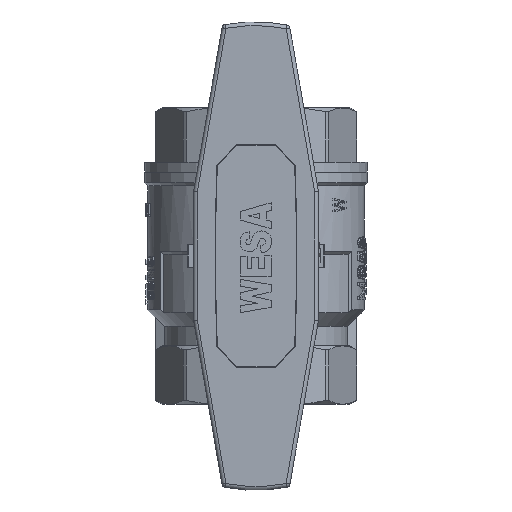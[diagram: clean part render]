
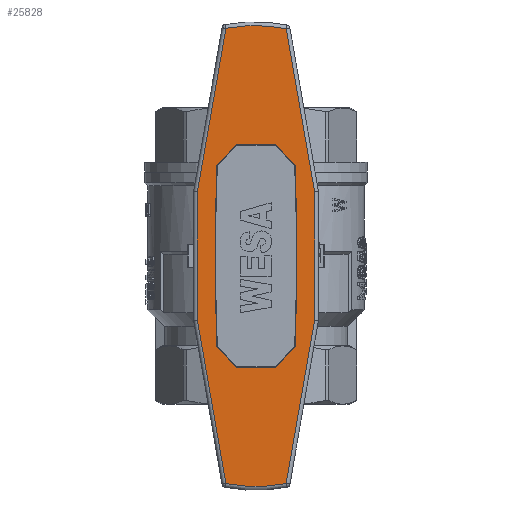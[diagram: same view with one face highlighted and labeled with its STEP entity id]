
A CAD part, front view. The second image highlights one B-rep face of the part: STEP entity #25828.
In plain terms, the highlighted face is planar.
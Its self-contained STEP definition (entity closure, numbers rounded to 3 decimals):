
#2014=LINE('',#49396,#3831);
#2017=LINE('',#49402,#3834);
#2022=LINE('',#49416,#3839);
#2024=LINE('',#49419,#3841);
#2060=LINE('',#49518,#3877);
#2061=LINE('',#49520,#3878);
#2062=LINE('',#49522,#3879);
#2063=LINE('',#49525,#3880);
#2064=LINE('',#49527,#3881);
#2065=LINE('',#49531,#3882);
#2066=LINE('',#49533,#3883);
#2067=LINE('',#49535,#3884);
#3831=VECTOR('',#39843,1000.);
#3834=VECTOR('',#39848,1000.);
#3839=VECTOR('',#39861,1000.);
#3841=VECTOR('',#39865,1000.);
#3877=VECTOR('',#39961,1000.);
#3878=VECTOR('',#39964,1000.);
#3879=VECTOR('',#39967,1000.);
#3880=VECTOR('',#39968,1000.);
#3881=VECTOR('',#39969,1000.);
#3882=VECTOR('',#39972,1000.);
#3883=VECTOR('',#39973,1000.);
#3884=VECTOR('',#39974,1000.);
#6173=ORIENTED_EDGE('',*,*,#14118,.F.);
#6174=ORIENTED_EDGE('',*,*,#14119,.T.);
#6175=ORIENTED_EDGE('',*,*,#14120,.F.);
#6176=ORIENTED_EDGE('',*,*,#14121,.T.);
#6177=ORIENTED_EDGE('',*,*,#14122,.F.);
#6178=ORIENTED_EDGE('',*,*,#14123,.F.);
#6179=ORIENTED_EDGE('',*,*,#14124,.F.);
#6180=ORIENTED_EDGE('',*,*,#14125,.T.);
#6181=ORIENTED_EDGE('',*,*,#14063,.F.);
#6182=ORIENTED_EDGE('',*,*,#14066,.F.);
#6183=ORIENTED_EDGE('',*,*,#14068,.F.);
#6184=ORIENTED_EDGE('',*,*,#14059,.F.);
#6185=ORIENTED_EDGE('',*,*,#14054,.T.);
#6186=ORIENTED_EDGE('',*,*,#14056,.F.);
#6187=ORIENTED_EDGE('',*,*,#14117,.F.);
#6188=ORIENTED_EDGE('',*,*,#14116,.F.);
#14054=EDGE_CURVE('',#18072,#18074,#20688,.T.);
#14056=EDGE_CURVE('',#18075,#18074,#2014,.T.);
#14059=EDGE_CURVE('',#18072,#18077,#2017,.T.);
#14063=EDGE_CURVE('',#18080,#18078,#20690,.T.);
#14066=EDGE_CURVE('',#18082,#18080,#2022,.T.);
#14068=EDGE_CURVE('',#18077,#18082,#2024,.T.);
#14116=EDGE_CURVE('',#18078,#18115,#2060,.T.);
#14117=EDGE_CURVE('',#18115,#18075,#2061,.T.);
#14118=EDGE_CURVE('',#18116,#18117,#2062,.T.);
#14119=EDGE_CURVE('',#18116,#18118,#2063,.T.);
#14120=EDGE_CURVE('',#18119,#18118,#2064,.T.);
#14121=EDGE_CURVE('',#18119,#18120,#20703,.T.);
#14122=EDGE_CURVE('',#18121,#18120,#2065,.T.);
#14123=EDGE_CURVE('',#18122,#18121,#2066,.T.);
#14124=EDGE_CURVE('',#18123,#18122,#2067,.T.);
#14125=EDGE_CURVE('',#18123,#18117,#20704,.T.);
#18072=VERTEX_POINT('',#49387);
#18074=VERTEX_POINT('',#49391);
#18075=VERTEX_POINT('',#49395);
#18077=VERTEX_POINT('',#49400);
#18078=VERTEX_POINT('',#49405);
#18080=VERTEX_POINT('',#49409);
#18082=VERTEX_POINT('',#49415);
#18115=VERTEX_POINT('',#49517);
#18116=VERTEX_POINT('',#49523);
#18117=VERTEX_POINT('',#49524);
#18118=VERTEX_POINT('',#49526);
#18119=VERTEX_POINT('',#49528);
#18120=VERTEX_POINT('',#49530);
#18121=VERTEX_POINT('',#49532);
#18122=VERTEX_POINT('',#49534);
#18123=VERTEX_POINT('',#49536);
#20688=CIRCLE('',#35906,538.206);
#20690=CIRCLE('',#35911,538.206);
#20703=CIRCLE('',#35946,40.25);
#20704=CIRCLE('',#35947,40.25);
#21236=EDGE_LOOP('',(#6173,#6174,#6175,#6176,#6177,#6178,#6179,#6180));
#21237=EDGE_LOOP('',(#6181,#6182,#6183,#6184,#6185,#6186,#6187,#6188));
#22902=FACE_BOUND('',#21236,.T.);
#22903=FACE_BOUND('',#21237,.T.);
#24533=PLANE('',#35945);
#25828=ADVANCED_FACE('',(#22902,#22903),#24533,.T.);
#35906=AXIS2_PLACEMENT_3D('',#49392,#39838,#39839);
#35911=AXIS2_PLACEMENT_3D('',#49410,#39855,#39856);
#35945=AXIS2_PLACEMENT_3D('',#49521,#39965,#39966);
#35946=AXIS2_PLACEMENT_3D('',#49529,#39970,#39971);
#35947=AXIS2_PLACEMENT_3D('',#49537,#39975,#39976);
#39838=DIRECTION('',(0.,0.,-1.));
#39839=DIRECTION('',(0.,1.,0.));
#39843=DIRECTION('',(0.686,0.728,0.));
#39848=DIRECTION('',(-0.686,0.728,0.));
#39855=DIRECTION('',(0.,0.,1.));
#39856=DIRECTION('',(0.,1.,0.));
#39861=DIRECTION('',(-0.686,-0.728,0.));
#39865=DIRECTION('',(-1.,0.,0.));
#39961=DIRECTION('',(0.686,-0.728,0.));
#39964=DIRECTION('',(1.,0.,0.));
#39965=DIRECTION('',(0.,0.,1.));
#39966=DIRECTION('',(1.,0.,0.));
#39967=DIRECTION('',(-0.172,-0.985,0.));
#39968=DIRECTION('',(0.,1.,0.));
#39969=DIRECTION('',(0.172,-0.985,0.));
#39970=DIRECTION('',(0.,0.,1.));
#39971=DIRECTION('',(0.,1.,0.));
#39972=DIRECTION('',(0.172,0.985,0.));
#39973=DIRECTION('',(0.,1.,0.));
#39974=DIRECTION('',(-0.172,0.985,0.));
#39975=DIRECTION('',(0.,0.,1.));
#39976=DIRECTION('',(0.,1.,0.));
#49387=CARTESIAN_POINT('',(10.,23.194,51.5));
#49391=CARTESIAN_POINT('',(10.,-23.194,51.5));
#49392=CARTESIAN_POINT('',(-527.706,0.,51.5));
#49395=CARTESIAN_POINT('',(5.,-28.5,51.5));
#49396=CARTESIAN_POINT('',(31.856,0.,51.5));
#49400=CARTESIAN_POINT('',(5.,28.5,51.5));
#49402=CARTESIAN_POINT('',(31.856,0.,51.5));
#49405=CARTESIAN_POINT('',(-10.,-23.194,51.5));
#49409=CARTESIAN_POINT('',(-10.,23.194,51.5));
#49410=CARTESIAN_POINT('',(527.706,0.,51.5));
#49415=CARTESIAN_POINT('',(-5.,28.5,51.5));
#49416=CARTESIAN_POINT('',(-31.856,0.,51.5));
#49419=CARTESIAN_POINT('',(0.,28.5,51.5));
#49517=CARTESIAN_POINT('',(-5.,-28.5,51.5));
#49518=CARTESIAN_POINT('',(-31.856,0.,51.5));
#49520=CARTESIAN_POINT('',(0.,-28.5,51.5));
#49521=CARTESIAN_POINT('',(0.,0.,51.5));
#49522=CARTESIAN_POINT('',(17.859,0.,51.5));
#49523=CARTESIAN_POINT('',(15.,-16.414,51.5));
#49524=CARTESIAN_POINT('',(7.714,-58.248,51.5));
#49525=CARTESIAN_POINT('',(15.,0.,51.5));
#49526=CARTESIAN_POINT('',(15.,16.414,51.5));
#49527=CARTESIAN_POINT('',(17.859,0.,51.5));
#49528=CARTESIAN_POINT('',(7.722,58.203,51.5));
#49529=CARTESIAN_POINT('',(-0.243,18.748,51.5));
#49530=CARTESIAN_POINT('',(-7.704,58.301,51.5));
#49531=CARTESIAN_POINT('',(-17.859,0.,51.5));
#49532=CARTESIAN_POINT('',(-15.,16.414,51.5));
#49533=CARTESIAN_POINT('',(-15.,0.,51.5));
#49534=CARTESIAN_POINT('',(-15.,-16.414,51.5));
#49535=CARTESIAN_POINT('',(-17.859,0.,51.5));
#49536=CARTESIAN_POINT('',(-7.711,-58.261,51.5));
#49537=CARTESIAN_POINT('',(-0.033,-18.75,51.5));
